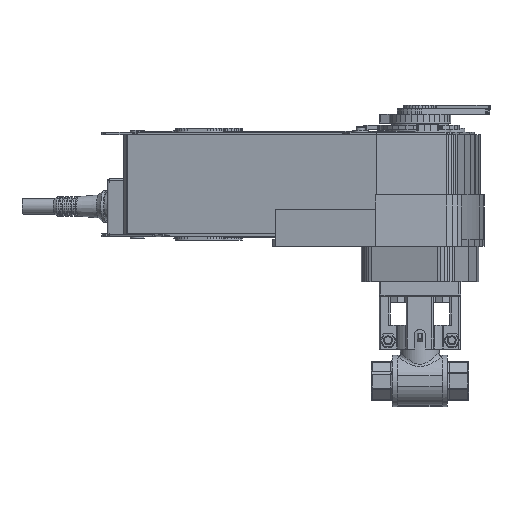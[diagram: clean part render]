
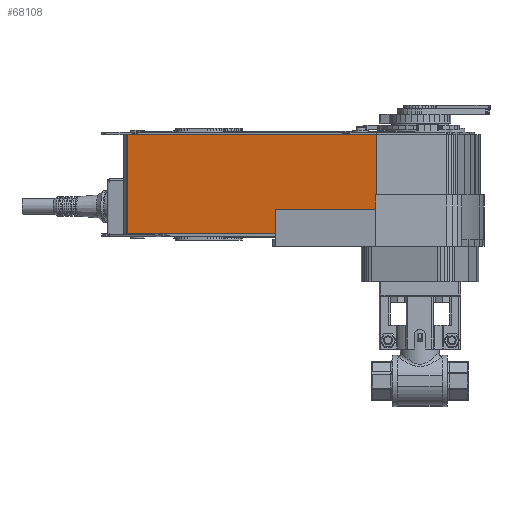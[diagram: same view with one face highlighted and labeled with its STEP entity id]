
A CAD part, left-side view. The second image highlights one B-rep face of the part: STEP entity #68108.
In plain terms, the highlighted face is planar.
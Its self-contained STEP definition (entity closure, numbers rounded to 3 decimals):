
#1424=LINE('',#87847,#8049);
#3069=LINE('',#91229,#9694);
#3071=LINE('',#91233,#9696);
#3108=LINE('',#91304,#9733);
#6111=LINE('',#97425,#12736);
#6344=LINE('',#97891,#12969);
#6345=LINE('',#97893,#12970);
#8049=VECTOR('',#73780,1000.);
#9694=VECTOR('',#76623,1000.);
#9696=VECTOR('',#76627,1000.);
#9733=VECTOR('',#76698,1000.);
#12736=VECTOR('',#82013,1000.);
#12969=VECTOR('',#82604,1000.);
#12970=VECTOR('',#82607,1000.);
#26313=ORIENTED_EDGE('',*,*,#30997,.T.);
#26314=ORIENTED_EDGE('',*,*,#31034,.F.);
#26315=ORIENTED_EDGE('',*,*,#34313,.F.);
#26316=ORIENTED_EDGE('',*,*,#34079,.T.);
#26317=ORIENTED_EDGE('',*,*,#34312,.T.);
#26318=ORIENTED_EDGE('',*,*,#29330,.T.);
#26319=ORIENTED_EDGE('',*,*,#30995,.T.);
#29330=EDGE_CURVE('',#36194,#36193,#1424,.T.);
#30995=EDGE_CURVE('',#36193,#37283,#3069,.T.);
#30997=EDGE_CURVE('',#37283,#37284,#3071,.T.);
#31034=EDGE_CURVE('',#37301,#37284,#3108,.T.);
#34079=EDGE_CURVE('',#39264,#39263,#6111,.T.);
#34312=EDGE_CURVE('',#39263,#36194,#6344,.T.);
#34313=EDGE_CURVE('',#39264,#37301,#6345,.T.);
#36193=VERTEX_POINT('',#87846);
#36194=VERTEX_POINT('',#87848);
#37283=VERTEX_POINT('',#91228);
#37284=VERTEX_POINT('',#91232);
#37301=VERTEX_POINT('',#91303);
#39263=VERTEX_POINT('',#97424);
#39264=VERTEX_POINT('',#97426);
#42674=EDGE_LOOP('',(#26313,#26314,#26315,#26316,#26317,#26318,#26319));
#45481=FACE_BOUND('',#42674,.T.);
#47946=PLANE('',#71095);
#68108=ADVANCED_FACE('',(#45481),#47946,.T.);
#71095=AXIS2_PLACEMENT_3D('',#97892,#82605,#82606);
#73780=DIRECTION('',(-1.,0.,0.));
#76623=DIRECTION('',(0.,0.,1.));
#76627=DIRECTION('',(-1.,0.,0.));
#76698=DIRECTION('',(0.,0.,-1.));
#82013=DIRECTION('',(1.,0.,0.));
#82604=DIRECTION('',(0.,0.,-1.));
#82605=DIRECTION('',(0.,1.,0.));
#82606=DIRECTION('',(1.,0.,0.));
#82607=DIRECTION('',(0.,0.,-1.));
#87846=CARTESIAN_POINT('',(74.41,49.,38.5));
#87847=CARTESIAN_POINT('',(16.5,49.,38.5));
#87848=CARTESIAN_POINT('',(159.18,49.,38.5));
#91228=CARTESIAN_POINT('',(74.41,49.,52.5));
#91229=CARTESIAN_POINT('',(74.41,49.,51.));
#91232=CARTESIAN_POINT('',(16.5,49.,52.5));
#91233=CARTESIAN_POINT('',(102.195,49.,52.5));
#91303=CARTESIAN_POINT('',(16.5,49.,60.5));
#91304=CARTESIAN_POINT('',(16.5,49.,66.5));
#97424=CARTESIAN_POINT('',(159.18,49.,94.5));
#97425=CARTESIAN_POINT('',(16.5,49.,94.5));
#97426=CARTESIAN_POINT('',(16.5,49.,94.5));
#97891=CARTESIAN_POINT('',(159.18,49.,66.5));
#97892=CARTESIAN_POINT('',(159.18,49.,66.5));
#97893=CARTESIAN_POINT('',(16.5,49.,66.5));
